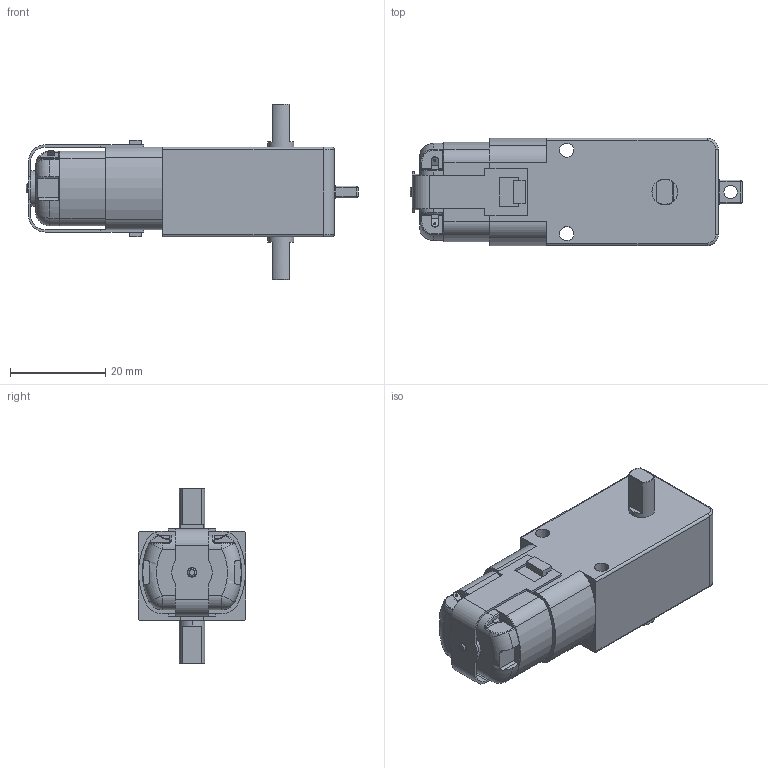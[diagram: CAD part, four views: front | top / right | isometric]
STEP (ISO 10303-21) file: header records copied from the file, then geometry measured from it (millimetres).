
FILE_DESCRIPTION (( 'STEP AP203' ), '1' );
FILE_NAME ('Motor_Predeterminado_sldprt.STEP', '2025-10-04T22:43:01', ( '' ), ( '' ), 'SwSTEP 2.0', 'SolidWorks 2023', '' );
FILE_SCHEMA (( 'CONFIG_CONTROL_DESIGN' ));
Length unit declared in the file: millimetre
Products named in the file (1): Motor_Predeterminado_sldprt
Bounding box: 69.7 x 22.5 x 36.8 mm (x, y, z)
Volume: 8381.1 mm3; surface area: 12256 mm2
Topology: 9 solids, 9 shells, 274 faces, 670 edges, 416 vertices
Faces by surface type: plane 118, cylinder 112, torus 26, sphere 8, cone 6, bspline 4
Entity records: 8355 total; most frequent: CARTESIAN_POINT 1725, DIRECTION 1424, ORIENTED_EDGE 1332, EDGE_CURVE 666, AXIS2_PLACEMENT_3D 525, VERTEX_POINT 416, LINE 374, VECTOR 374
